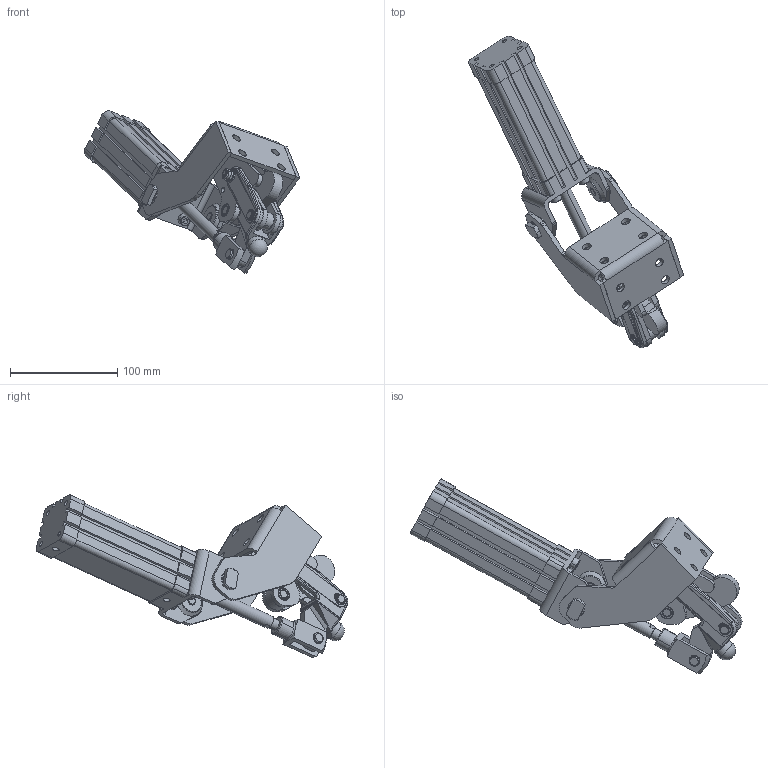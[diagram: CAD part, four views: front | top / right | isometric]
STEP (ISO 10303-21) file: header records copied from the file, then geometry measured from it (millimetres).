
FILE_DESCRIPTION((''),'2;1');
FILE_NAME('773.S.stp','2005-09-28T13:34:21',('CAD'),(''),'Autodesk Inventor 8','Autodesk Inventor 8','');
FILE_SCHEMA(('AUTOMOTIVE_DESIGN { 1 0 10303 214 1 1 1 1 }'));
Length unit declared in the file: millimetre
Products named in the file (1): Part5
Bounding box: 200.59 x 289.8 x 151.09 mm (x, y, z)
Volume: 502258.8 mm3; surface area: 141819.3 mm2
Topology: 1 solids, 17 shells, 2772 faces, 7665 edges, 4945 vertices
Faces by surface type: plane 1590, cylinder 736, bspline 233, cone 188, torus 20, sphere 5
Entity records: 90285 total; most frequent: CARTESIAN_POINT 23322, ORIENTED_EDGE 15270, DIRECTION 13460, EDGE_CURVE 7635, AXIS2_PLACEMENT_3D 4974, VERTEX_POINT 4943, VECTOR 3512, LINE 3512
